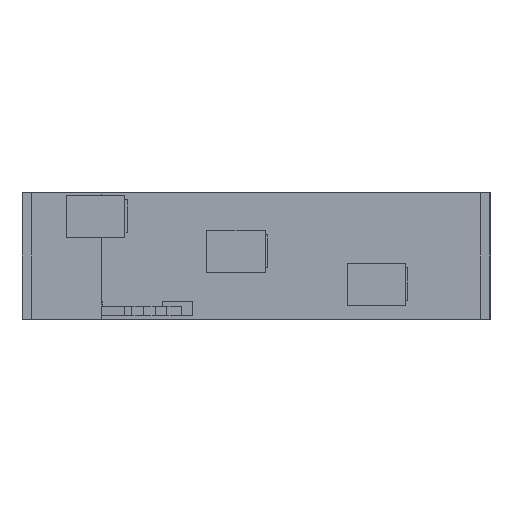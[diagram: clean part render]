
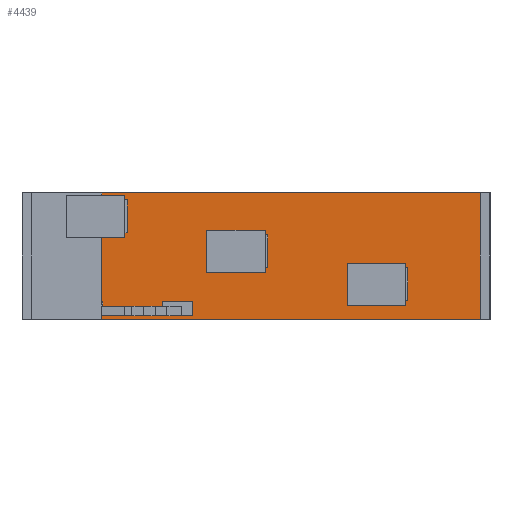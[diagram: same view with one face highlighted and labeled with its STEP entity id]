
A CAD part, front view. The second image highlights one B-rep face of the part: STEP entity #4439.
In plain terms, the highlighted planar face has unit normal (0, -1, 0).
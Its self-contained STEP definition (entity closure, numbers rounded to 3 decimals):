
#2550=CARTESIAN_POINT('',(60.062,0.0,-21.584));
#2551=VERTEX_POINT('',#2550);
#2559=CARTESIAN_POINT('',(60.062,0.0,-25.584));
#2560=VERTEX_POINT('',#2559);
#2583=CARTESIAN_POINT('',(60.062,0.,-19.584));
#2584=VERTEX_POINT('',#2583);
#2591=CARTESIAN_POINT('',(60.062,0.0,-21.584));
#2592=DIRECTION('',(0.0,0.0,1.0));
#2593=VECTOR('',#2592,2.0);
#2594=LINE('',#2591,#2593);
#2595=EDGE_CURVE('',#2551,#2584,#2594,.T.);
#2605=CARTESIAN_POINT('',(72.966,0.0,-19.584));
#2606=VERTEX_POINT('',#2605);
#2607=CARTESIAN_POINT('',(60.062,0.,-19.584));
#2608=DIRECTION('',(1.0,0.0,0.0));
#2609=VECTOR('',#2608,12.904);
#2610=LINE('',#2607,#2609);
#2611=EDGE_CURVE('',#2584,#2606,#2610,.T.);
#2636=CARTESIAN_POINT('',(72.966,0.0,-25.584));
#2637=VERTEX_POINT('',#2636);
#2638=CARTESIAN_POINT('',(72.966,0.0,-19.584));
#2639=DIRECTION('',(0.0,0.0,-1.0));
#2640=VECTOR('',#2639,6.0);
#2641=LINE('',#2638,#2640);
#2642=EDGE_CURVE('',#2606,#2637,#2641,.T.);
#2667=CARTESIAN_POINT('',(72.966,0.0,-25.584));
#2668=DIRECTION('',(-1.0,0.0,0.0));
#2669=VECTOR('',#2668,12.904);
#2670=LINE('',#2667,#2669);
#2671=EDGE_CURVE('',#2637,#2560,#2670,.T.);
#2689=CARTESIAN_POINT('',(34.554,0.0,-25.584));
#2690=VERTEX_POINT('',#2689);
#2691=CARTESIAN_POINT('',(34.,0.0,-25.584));
#2692=VERTEX_POINT('',#2691);
#2693=CARTESIAN_POINT('',(34.554,0.0,-25.584));
#2694=DIRECTION('',(-1.0,0.0,0.0));
#2695=VECTOR('',#2694,0.554);
#2696=LINE('',#2693,#2695);
#2697=EDGE_CURVE('',#2690,#2692,#2696,.T.);
#2832=CARTESIAN_POINT('',(34.554,0.0,-21.584));
#2833=VERTEX_POINT('',#2832);
#2840=CARTESIAN_POINT('',(34.554,0.0,-19.584));
#2841=VERTEX_POINT('',#2840);
#2842=CARTESIAN_POINT('',(34.554,0.0,-19.584));
#2843=DIRECTION('',(0.0,0.0,-1.0));
#2844=VECTOR('',#2843,2.0);
#2845=LINE('',#2842,#2844);
#2846=EDGE_CURVE('',#2841,#2833,#2845,.T.);
#2955=CARTESIAN_POINT('',(34.,0.0,-19.584));
#2956=VERTEX_POINT('',#2955);
#2957=CARTESIAN_POINT('',(34.,0.0,-19.584));
#2958=DIRECTION('',(1.0,0.0,0.0));
#2959=VECTOR('',#2958,0.554);
#2960=LINE('',#2957,#2959);
#2961=EDGE_CURVE('',#2956,#2841,#2960,.T.);
#3005=CARTESIAN_POINT('',(34.554,0.0,-21.584));
#3006=DIRECTION('',(1.0,0.0,0.0));
#3007=VECTOR('',#3006,25.508);
#3008=LINE('',#3005,#3007);
#3009=EDGE_CURVE('',#2833,#2551,#3008,.T.);
#3020=CARTESIAN_POINT('',(60.062,0.0,-25.584));
#3021=DIRECTION('',(-1.0,0.0,0.0));
#3022=VECTOR('',#3021,25.508);
#3023=LINE('',#3020,#3022);
#3024=EDGE_CURVE('',#2560,#2690,#3023,.T.);
#3047=CARTESIAN_POINT('',(34.0,0.0,27.0));
#3048=VERTEX_POINT('',#3047);
#3049=CARTESIAN_POINT('',(34.0,0.0,27.0));
#3050=DIRECTION('',(0.0,0.0,-1.0));
#3051=VECTOR('',#3050,46.584);
#3052=LINE('',#3049,#3051);
#3053=EDGE_CURVE('',#3048,#2956,#3052,.T.);
#3103=CARTESIAN_POINT('',(34.0,0.0,-27.0));
#3104=VERTEX_POINT('',#3103);
#3111=CARTESIAN_POINT('',(34.,0.0,-25.584));
#3112=DIRECTION('',(0.0,0.0,-1.0));
#3113=VECTOR('',#3112,1.416);
#3114=LINE('',#3111,#3113);
#3115=EDGE_CURVE('',#2692,#3104,#3114,.T.);
#3926=CARTESIAN_POINT('',(154.0,0.0,-21.0));
#3927=VERTEX_POINT('',#3926);
#3934=CARTESIAN_POINT('',(154.0,0.0,-3.));
#3935=VERTEX_POINT('',#3934);
#3936=CARTESIAN_POINT('',(154.0,0.0,-3.));
#3937=DIRECTION('',(0.0,0.0,-1.0));
#3938=VECTOR('',#3937,18.0);
#3939=LINE('',#3936,#3938);
#3940=EDGE_CURVE('',#3935,#3927,#3939,.T.);
#3957=CARTESIAN_POINT('',(94.0,0.0,-7.));
#3958=VERTEX_POINT('',#3957);
#3965=CARTESIAN_POINT('',(94.0,0.0,11.0));
#3966=VERTEX_POINT('',#3965);
#3967=CARTESIAN_POINT('',(94.0,0.0,11.0));
#3968=DIRECTION('',(0.0,0.0,-1.0));
#3969=VECTOR('',#3968,18.0);
#3970=LINE('',#3967,#3969);
#3971=EDGE_CURVE('',#3966,#3958,#3970,.T.);
#4005=CARTESIAN_POINT('',(139.0,0.0,-21.0));
#4006=VERTEX_POINT('',#4005);
#4013=CARTESIAN_POINT('',(154.0,0.0,-21.0));
#4014=DIRECTION('',(-1.0,0.0,0.0));
#4015=VECTOR('',#4014,15.0);
#4016=LINE('',#4013,#4015);
#4017=EDGE_CURVE('',#3927,#4006,#4016,.T.);
#4045=CARTESIAN_POINT('',(79.0,0.0,-7.));
#4046=VERTEX_POINT('',#4045);
#4053=CARTESIAN_POINT('',(94.0,0.0,-7.));
#4054=DIRECTION('',(-1.0,0.0,0.0));
#4055=VECTOR('',#4054,15.0);
#4056=LINE('',#4053,#4055);
#4057=EDGE_CURVE('',#3958,#4046,#4056,.T.);
#4210=CARTESIAN_POINT('',(139.0,0.0,-3.));
#4211=VERTEX_POINT('',#4210);
#4218=CARTESIAN_POINT('',(139.0,0.0,-21.0));
#4219=DIRECTION('',(0.0,0.0,1.0));
#4220=VECTOR('',#4219,18.0);
#4221=LINE('',#4218,#4220);
#4222=EDGE_CURVE('',#4006,#4211,#4221,.T.);
#4234=CARTESIAN_POINT('',(139.0,0.0,-3.));
#4235=DIRECTION('',(1.0,0.0,0.0));
#4236=VECTOR('',#4235,15.0);
#4237=LINE('',#4234,#4236);
#4238=EDGE_CURVE('',#4211,#3935,#4237,.T.);
#4305=CARTESIAN_POINT('',(79.0,0.0,11.0));
#4306=VERTEX_POINT('',#4305);
#4313=CARTESIAN_POINT('',(79.0,0.0,-7.));
#4314=DIRECTION('',(0.0,0.0,1.0));
#4315=VECTOR('',#4314,18.0);
#4316=LINE('',#4313,#4315);
#4317=EDGE_CURVE('',#4046,#4306,#4316,.T.);
#4329=CARTESIAN_POINT('',(79.0,0.0,11.0));
#4330=DIRECTION('',(1.0,0.0,0.0));
#4331=VECTOR('',#4330,15.0);
#4332=LINE('',#4329,#4331);
#4333=EDGE_CURVE('',#4306,#3966,#4332,.T.);
#4387=CARTESIAN_POINT('',(200.0,0.0,0.0));
#4388=DIRECTION('',(0.0,-1.0,0.0));
#4389=DIRECTION('',(0.0,0.0,-1.0));
#4390=AXIS2_PLACEMENT_3D('',#4387,#4388,#4389);
#4391=PLANE('',#4390);
#4392=ORIENTED_EDGE('',*,*,#2846,.T.);
#4393=ORIENTED_EDGE('',*,*,#3009,.T.);
#4394=ORIENTED_EDGE('',*,*,#2595,.T.);
#4395=ORIENTED_EDGE('',*,*,#2611,.T.);
#4396=ORIENTED_EDGE('',*,*,#2642,.T.);
#4397=ORIENTED_EDGE('',*,*,#2671,.T.);
#4398=ORIENTED_EDGE('',*,*,#3024,.T.);
#4399=ORIENTED_EDGE('',*,*,#2697,.T.);
#4400=ORIENTED_EDGE('',*,*,#3115,.T.);
#4401=CARTESIAN_POINT('',(196.0,0.0,-27.0));
#4402=VERTEX_POINT('',#4401);
#4403=CARTESIAN_POINT('',(34.0,0.0,-27.0));
#4404=DIRECTION('',(1.0,0.0,0.0));
#4405=VECTOR('',#4404,162.0);
#4406=LINE('',#4403,#4405);
#4407=EDGE_CURVE('',#3104,#4402,#4406,.T.);
#4408=ORIENTED_EDGE('',*,*,#4407,.T.);
#4409=CARTESIAN_POINT('',(196.0,0.0,27.0));
#4410=VERTEX_POINT('',#4409);
#4411=CARTESIAN_POINT('',(196.0,0.0,-27.0));
#4412=DIRECTION('',(0.0,0.0,1.0));
#4413=VECTOR('',#4412,54.0);
#4414=LINE('',#4411,#4413);
#4415=EDGE_CURVE('',#4402,#4410,#4414,.T.);
#4416=ORIENTED_EDGE('',*,*,#4415,.T.);
#4417=CARTESIAN_POINT('',(196.0,0.0,27.0));
#4418=DIRECTION('',(-1.0,0.0,0.0));
#4419=VECTOR('',#4418,162.0);
#4420=LINE('',#4417,#4419);
#4421=EDGE_CURVE('',#4410,#3048,#4420,.T.);
#4422=ORIENTED_EDGE('',*,*,#4421,.T.);
#4423=ORIENTED_EDGE('',*,*,#3053,.T.);
#4424=ORIENTED_EDGE('',*,*,#2961,.T.);
#4425=EDGE_LOOP('',(#4392,#4393,#4394,#4395,#4396,#4397,#4398,#4399,#4400,#4408,#4416,#4422,#4423,#4424));
#4426=FACE_OUTER_BOUND('',#4425,.T.);
#4427=ORIENTED_EDGE('',*,*,#4317,.T.);
#4428=ORIENTED_EDGE('',*,*,#4333,.T.);
#4429=ORIENTED_EDGE('',*,*,#3971,.T.);
#4430=ORIENTED_EDGE('',*,*,#4057,.T.);
#4431=EDGE_LOOP('',(#4427,#4428,#4429,#4430));
#4432=FACE_BOUND('',#4431,.T.);
#4433=ORIENTED_EDGE('',*,*,#4222,.T.);
#4434=ORIENTED_EDGE('',*,*,#4238,.T.);
#4435=ORIENTED_EDGE('',*,*,#3940,.T.);
#4436=ORIENTED_EDGE('',*,*,#4017,.T.);
#4437=EDGE_LOOP('',(#4433,#4434,#4435,#4436));
#4438=FACE_BOUND('',#4437,.T.);
#4439=ADVANCED_FACE('',(#4426,#4432,#4438),#4391,.T.);
